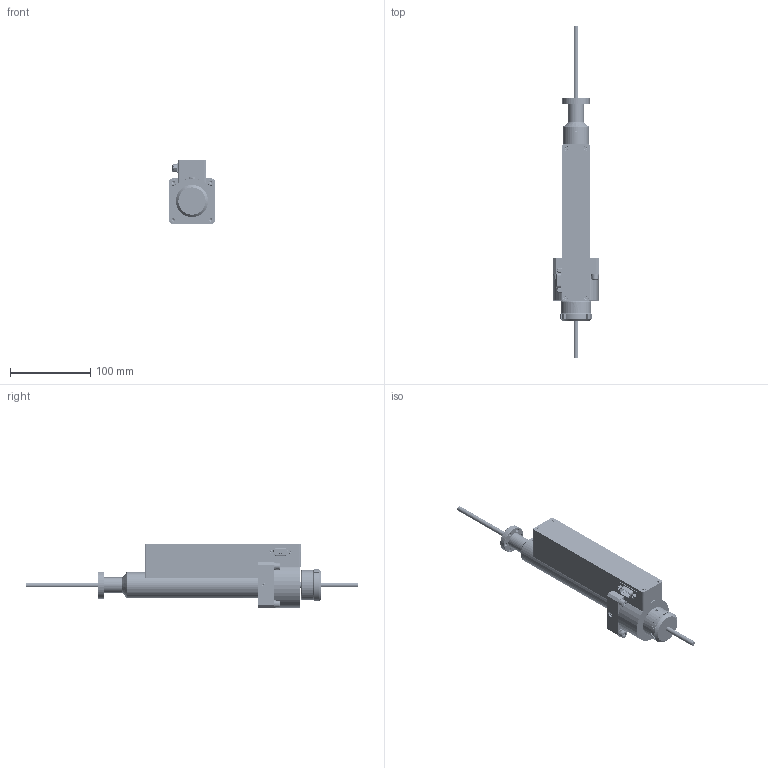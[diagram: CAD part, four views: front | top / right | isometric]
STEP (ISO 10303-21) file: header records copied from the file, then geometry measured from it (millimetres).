
FILE_DESCRIPTION (( 'STEP AP214' ), '1' );
FILE_NAME ('612-CLD100-SM-LS-C16.STEP', '2022-03-30T14:38:21', ( '' ), ( '' ), 'SwSTEP 2.0', 'SolidWorks 2017', '' );
FILE_SCHEMA (( 'AUTOMOTIVE_DESIGN' ));
Length unit declared in the file: millimetre
Products named in the file (45): 9612-CLD-09C-X_Version 100 CF16; Federscheibe DIN 128_Spring washer DIN 128 - A4; 9453-EWB-14-26-X_9453-EWB-14-26-100; 612-CLDX-SM-C16_LS100 Links Markierung; Washer DIN 125 - A 5.3_Washer DIN 125 - A 5.3; 9612-CLD-20B_DN16 CF; 9612-LSX-HSG_9612-LS100-HSG; Selected Narrow FW 0.094_Selected Narrow FW 0.094; 9612-CLD-SM-11A; 211-HSG-BOLTNUT_211-HSG-boltnut; Spring washer DIN 128 - A5_Spring washer DIN 128 - A5; 9211-BOLTNUT_flexibel; 9453-EWB-14-26_expand.; 9612-CLD-LS-MB_9612-CLD-LS-MB; DIN 7991 - M3 x 8 --- 8N_DIN 7991 - M3 x 8 --- 8N; Hexagon Nut ISO 4032 - M6 - D - N_Hexagon Nut ISO 4032 - M6 - D - N; 9211-CON-D09M-INSERT; DIN 912 M5 x 20 --- 20N_DIN 912 M5 x 20 --- 20N; Regular LW 0.112_Regular LW 0.112; 9612-CLD-LS-HP_9612-CLD-LS-HP; Spring washer DIN 128 - A2_Spring washer DIN 128 - A2; DIN 912 M3 x 12 --- 12N_DIN 912 M3 x 12 --- 12N; ISO 1207 - M2 x 14 --- 14N_ISO 1207 - M2 x 14 --- 14N; ISO 1207 - M2 x 12 --- 12N_ISO 1207 - M2 x 12 --- 12N; DIN 6797-J3.2_DIN 6797-J3.2; 9363-SWITCH-CLD; 9612-CLD-SM-14D; 9612-LSX-LID_9612-LS100-LID; 9612-CLD-SM-19A_Bearbeitet; 906-XFM-X-X_906-XFM-0608-10; 9612-LD-MOTOR56; 9612-CLD-21-X_Expand-Varia100; Zylinderschraube mit Innensechskant DIN 912_DIN 912 M4 x 16 --- 16N; 612-CLD100-SM-LS-C16; Washer DIN 125 - A 2.2_Washer DIN 125 - A 2.2; DIN 912 M2.5 x 8 --- 8N_DIN 912 M2.5 x 8 --- 8N; 9612-CLD-LS-ACT-V3; 9612-CLD-SM-13-X_9612-CLD-SM-13-100; Scheibe DIN 125_Washer DIN 125 - A 4.3; 9211-HSG-BOLTNUT-NUT ...
Assembly tree (243 placements, depth 5):
  612-CLD100-SM-LS-C16
    612-CLDX-SM-C16_LS100 Links Markierung
      9612-CLD-21-X_Expand-Varia100
        9612-CLD-20B_DN16 CF
        9453-EWB-14-26-X_9453-EWB-14-26-100
          9453-EWB-14-26_expand.  x160
        9612-CLD-8B
      9612-CLD-09C-X_Version 100 CF16
      906-XFM-X-X_906-XFM-0608-10
      9612-CLD-SM-11A
      9612-CLD-17
      9612-CLD-SM-15-X_9612-CLD-SM-20A-100
      9612-CLD-SM-14D
      9612-CLD-SM-13-X_9612-CLD-SM-13-100
      9612-LD-MOTOR56
      9612-CLD-SM-19A_Bearbeitet
      9612-CLD-LS-ACT-V3
      DIN 912 M2.5 x 8 --- 8N_DIN 912 M2.5 x 8 --- 8N  x2
      Hexagon Nut ISO 4032 - M6 - D - N_Hexagon Nut ISO 4032 - M6 - D - N
      DIN 912 M3 x 12 --- 12N_DIN 912 M3 x 12 --- 12N  x4
      DIN 6797-J3.2_DIN 6797-J3.2  x4
      DIN 912 M5 x 20 --- 20N_DIN 912 M5 x 20 --- 20N  x4
      Washer DIN 125 - A 5.3_Washer DIN 125 - A 5.3  x4
      Spring washer DIN 128 - A5_Spring washer DIN 128 - A5  x4
      DIN 914 - M4 x 12-N_DIN 914 - M4 x 12-N
    612-LSX_612-LS100
      9612-LSX-HSG_9612-LS100-HSG
      211-HSG-BOLTNUT_211-HSG-boltnut  x2
        9211-BOLTNUT_flexibel
        9211-HSG-BOLTNUT-NUT
        Selected Narrow FW 0.094_Selected Narrow FW 0.094
        Regular LW 0.112_Regular LW 0.112
      9363-SWITCH-CLD  x2
      9612-CLD-LS-MB_9612-CLD-LS-MB  x2
      9211-CON-D09M-INSERT
      9612-LSX-LID_9612-LS100-LID
      9612-CLD-LS-HP_9612-CLD-LS-HP  x2
      ISO 1207 - M2 x 12 --- 12N_ISO 1207 - M2 x 12 --- 12N  x4
      ISO 1207 - M2 x 14 --- 14N_ISO 1207 - M2 x 14 --- 14N  x2
      DIN 7991 - M3 x 8 --- 8N_DIN 7991 - M3 x 8 --- 8N  x4
      Washer DIN 125 - A 2.2_Washer DIN 125 - A 2.2  x6
      Spring washer DIN 128 - A2_Spring washer DIN 128 - A2  x6
    Scheibe DIN 125_Washer DIN 125 - A 4.3  x2
    Federscheibe DIN 128_Spring washer DIN 128 - A4  x2
    Zylinderschraube mit Innensechskant DIN 912_DIN 912 M4 x 16 --- 16N  x2
Bounding box: 57.08 x 414 x 79.74 mm (x, y, z)
Volume: 322414.4 mm3; surface area: 283525.2 mm2
Topology: 249 solids, 249 shells, 5569 faces, 12879 edges, 7764 vertices
Faces by surface type: plane 2399, cylinder 1779, cone 833, bspline 431, torus 127
Entity records: 178731 total; most frequent: CARTESIAN_POINT 90114, ORIENTED_EDGE 17228, DIRECTION 16533, EDGE_CURVE 8614, AXIS2_PLACEMENT_3D 6014, VERTEX_POINT 5453, LINE 4505, VECTOR 4505
